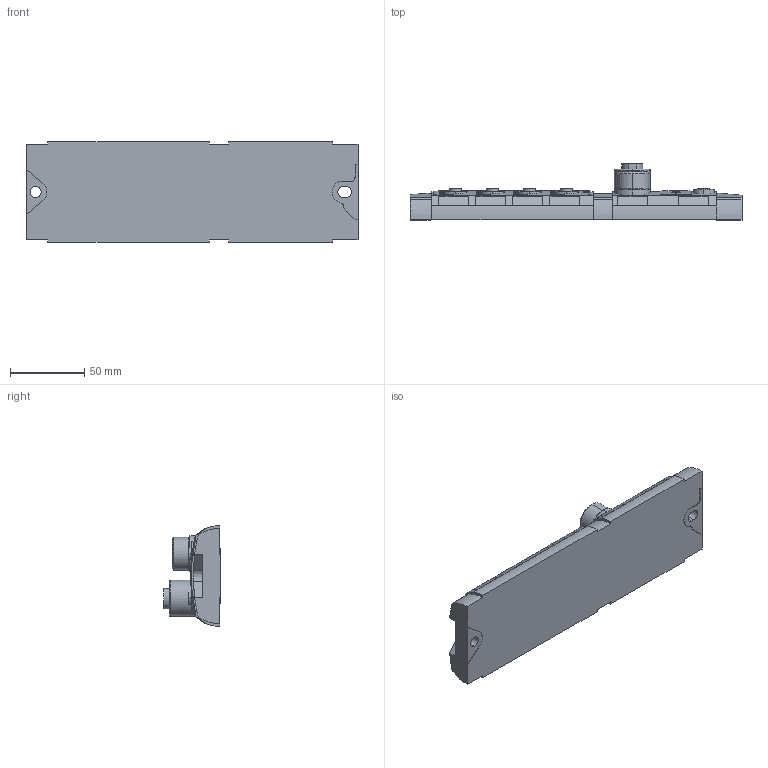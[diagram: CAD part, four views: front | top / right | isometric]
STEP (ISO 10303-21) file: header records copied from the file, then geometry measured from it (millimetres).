
FILE_DESCRIPTION (( 'STEP AP214' ), '1' );
FILE_NAME ('BNI006A.STEP', '2025-01-15T01:53:13', ( '' ), ( '' ), 'SwSTEP 2.0', 'SolidWorks 2021', '' );
FILE_SCHEMA (( 'AUTOMOTIVE_DESIGN' ));
Length unit declared in the file: inch
Products named in the file (1): BNI006A
Bounding box: 224 x 37.9 x 68 mm (x, y, z)
Volume: 255292.3 mm3; surface area: 54718.7 mm2
Topology: 1 solids, 21 shells, 1095 faces, 2695 edges, 1781 vertices
Faces by surface type: plane 591, cylinder 450, cone 48, bspline 6
Entity records: 34463 total; most frequent: CARTESIAN_POINT 8114, DIRECTION 5500, ORIENTED_EDGE 5386, EDGE_CURVE 2693, AXIS2_PLACEMENT_3D 1945, VERTEX_POINT 1781, VECTOR 1610, LINE 1610
